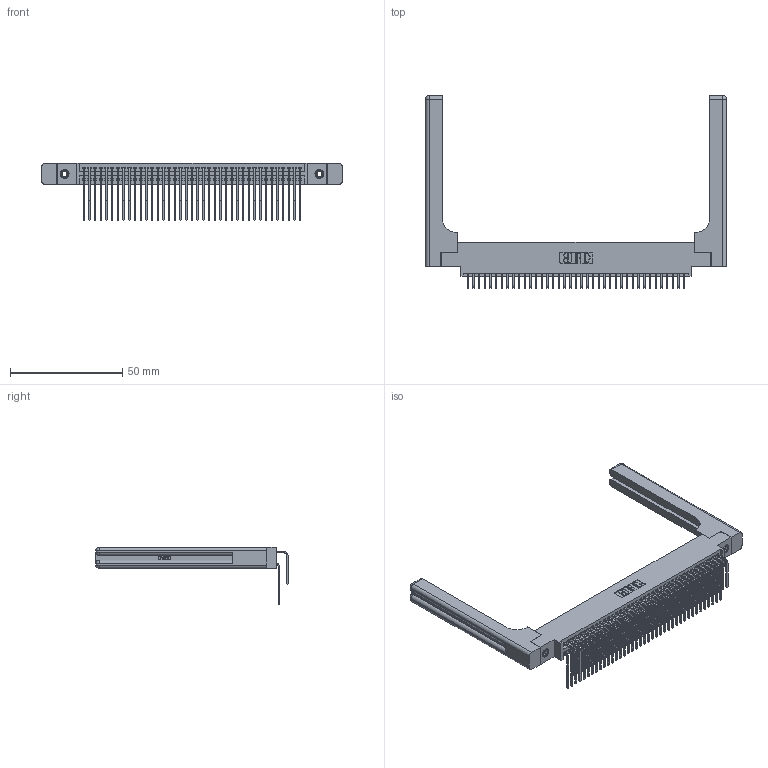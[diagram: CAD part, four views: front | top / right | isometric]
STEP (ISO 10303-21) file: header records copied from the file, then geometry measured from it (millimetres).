
FILE_DESCRIPTION (( 'STEP AP203' ), '1' );
FILE_NAME ('395-078-559-858.STEP', '2019-10-25T03:25:55', ( '' ), ( '' ), 'SwSTEP 2.0', 'SolidWorks 2016', '' );
FILE_SCHEMA (( 'CONFIG_CONTROL_DESIGN' ));
Length unit declared in the file: inch
Products named in the file (6): 345 Part_0.170 Offset - 0.156 Dia-TH; 345-220-058_345-220-058; 345-292-001_558 559 Tail - 1; 395-078-559-858; 345-292-001_559 Tail - 2; 345-250-001_345-250-001-102
Assembly tree (83 placements, depth 2):
  395-078-559-858
    345 Part_0.170 Offset - 0.156 Dia-TH
    345-292-001_558 559 Tail - 1  x39
    345-292-001_559 Tail - 2  x39
    345-250-001_345-250-001-102  x2
    345-220-058_345-220-058  x2
Bounding box: 134.09 x 85.84 x 25.53 mm (x, y, z)
Volume: 21809.2 mm3; surface area: 26970.1 mm2
Topology: 83 solids, 83 shells, 4442 faces, 13109 edges, 8614 vertices
Faces by surface type: plane 2962, cylinder 1420, bspline 36, cone 12, sphere 8, torus 4
Entity records: 37970 total; most frequent: CARTESIAN_POINT 7408, ORIENTED_EDGE 6088, DIRECTION 5440, EDGE_CURVE 3044, VECTOR 2624, LINE 2624, VERTEX_POINT 2018, AXIS2_PLACEMENT_3D 1408
